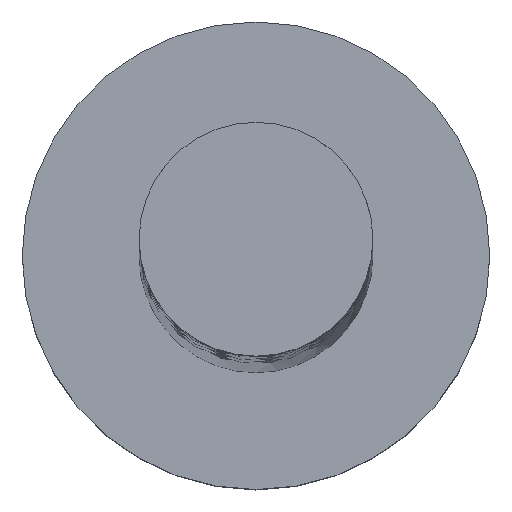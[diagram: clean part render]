
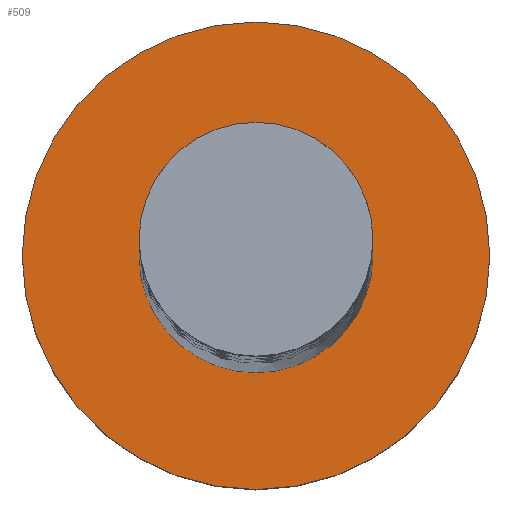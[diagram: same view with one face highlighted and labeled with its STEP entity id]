
A CAD part, top view. The second image highlights one B-rep face of the part: STEP entity #509.
In plain terms, the highlighted planar face has unit normal (0, 0, 1).
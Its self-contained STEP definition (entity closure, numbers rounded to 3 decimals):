
#15 = VERTEX_POINT ( 'NONE', #197 ) ;
#48 = VERTEX_POINT ( 'NONE', #1188 ) ;
#57 = EDGE_CURVE ( 'NONE', #48, #1045, #930, .T. ) ;
#99 = CARTESIAN_POINT ( 'NONE',  ( 0., 0., 3. ) ) ;
#119 = DIRECTION ( 'NONE',  ( 1., 0., 0. ) ) ;
#162 = EDGE_CURVE ( 'NONE', #423, #15, #1092, .T. ) ;
#197 = CARTESIAN_POINT ( 'NONE',  ( -1.5, 0., 3. ) ) ;
#267 = AXIS2_PLACEMENT_3D ( 'NONE', #99, #818, #119 ) ;
#330 = DIRECTION ( 'NONE',  ( 1., 0., 0. ) ) ;
#415 = DIRECTION ( 'NONE',  ( 1., 0., 0. ) ) ;
#420 = CARTESIAN_POINT ( 'NONE',  ( -3., 0., 3. ) ) ;
#423 = VERTEX_POINT ( 'NONE', #896 ) ;
#451 = CIRCLE ( 'NONE', #648, 3. ) ;
#456 = DIRECTION ( 'NONE',  ( 0., 0., 1. ) ) ;
#509 = ADVANCED_FACE ( 'NONE', ( #1514, #663 ), #629, .T. ) ;
#544 = EDGE_CURVE ( 'NONE', #1045, #48, #451, .T. ) ;
#579 = AXIS2_PLACEMENT_3D ( 'NONE', #873, #1562, #753 ) ;
#629 = PLANE ( 'NONE',  #1146 ) ;
#648 = AXIS2_PLACEMENT_3D ( 'NONE', #1362, #765, #1042 ) ;
#663 = FACE_OUTER_BOUND ( 'NONE', #1255, .T. ) ;
#666 = ORIENTED_EDGE ( 'NONE', *, *, #1372, .F. ) ;
#746 = AXIS2_PLACEMENT_3D ( 'NONE', #833, #456, #330 ) ;
#753 = DIRECTION ( 'NONE',  ( 1., 0., 0. ) ) ;
#765 = DIRECTION ( 'NONE',  ( 0., 0., 1. ) ) ;
#776 = ORIENTED_EDGE ( 'NONE', *, *, #162, .F. ) ;
#793 = EDGE_LOOP ( 'NONE', ( #666, #776 ) ) ;
#818 = DIRECTION ( 'NONE',  ( 0., 0., 1. ) ) ;
#833 = CARTESIAN_POINT ( 'NONE',  ( 0., 0., 3. ) ) ;
#873 = CARTESIAN_POINT ( 'NONE',  ( 0., 0., 3. ) ) ;
#890 = CIRCLE ( 'NONE', #579, 1.5 ) ;
#896 = CARTESIAN_POINT ( 'NONE',  ( 1.5, 0., 3. ) ) ;
#930 = CIRCLE ( 'NONE', #746, 3. ) ;
#1042 = DIRECTION ( 'NONE',  ( 1., 0., 0. ) ) ;
#1045 = VERTEX_POINT ( 'NONE', #420 ) ;
#1092 = CIRCLE ( 'NONE', #267, 1.5 ) ;
#1146 = AXIS2_PLACEMENT_3D ( 'NONE', #1272, #1523, #415 ) ;
#1188 = CARTESIAN_POINT ( 'NONE',  ( 3., 0., 3. ) ) ;
#1255 = EDGE_LOOP ( 'NONE', ( #1490, #1468 ) ) ;
#1272 = CARTESIAN_POINT ( 'NONE',  ( 0., 0., 3. ) ) ;
#1362 = CARTESIAN_POINT ( 'NONE',  ( 0., 0., 3. ) ) ;
#1372 = EDGE_CURVE ( 'NONE', #15, #423, #890, .T. ) ;
#1468 = ORIENTED_EDGE ( 'NONE', *, *, #57, .T. ) ;
#1490 = ORIENTED_EDGE ( 'NONE', *, *, #544, .T. ) ;
#1514 = FACE_BOUND ( 'NONE', #793, .T. ) ;
#1523 = DIRECTION ( 'NONE',  ( 0., 0., 1. ) ) ;
#1562 = DIRECTION ( 'NONE',  ( 0., 0., 1. ) ) ;
